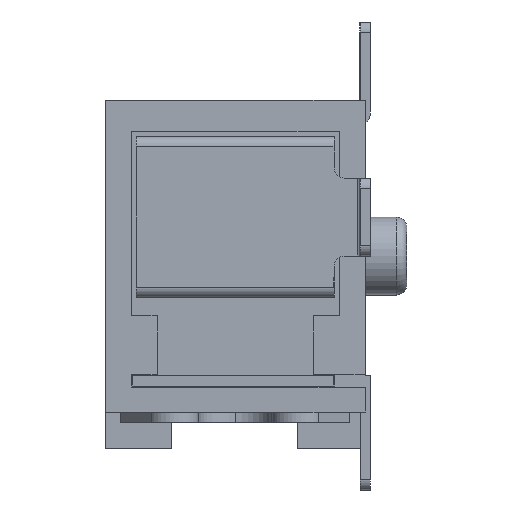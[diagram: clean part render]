
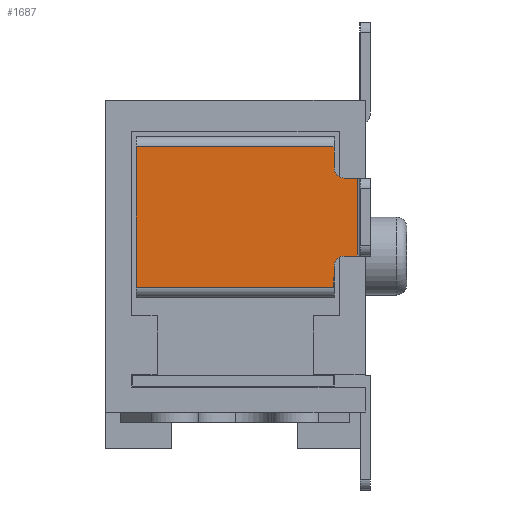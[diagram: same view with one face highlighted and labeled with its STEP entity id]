
A CAD part, left-side view. The second image highlights one B-rep face of the part: STEP entity #1687.
In plain terms, the highlighted planar face has unit normal (-1, 0, 0).
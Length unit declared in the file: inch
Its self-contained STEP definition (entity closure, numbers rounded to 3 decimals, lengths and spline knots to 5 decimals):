
#383 = AXIS2_PLACEMENT_3D ( 'NONE', #6544, #4106, #9835 ) ;
#483 = EDGE_LOOP ( 'NONE', ( #1263, #7840, #9135, #772, #5432, #8857, #2464, #2154, #6066, #8481 ) ) ;
#529 = CIRCLE ( 'NONE', #7243, 0.00787 ) ;
#615 = LINE ( 'NONE', #10547, #2663 ) ;
#652 = CARTESIAN_POINT ( 'NONE',  ( -0.61811, 0.05118, 0.05906 ) ) ;
#667 = DIRECTION ( 'NONE',  ( 0., 0., -1. ) ) ;
#701 = VERTEX_POINT ( 'NONE', #7902 ) ;
#772 = ORIENTED_EDGE ( 'NONE', *, *, #2597, .T. ) ;
#1263 = ORIENTED_EDGE ( 'NONE', *, *, #8178, .T. ) ;
#1288 = PLANE ( 'NONE',  #8610 ) ;
#1295 = CARTESIAN_POINT ( 'NONE',  ( -0.61811, -0.08268, -0.00787 ) ) ;
#1537 = CARTESIAN_POINT ( 'NONE',  ( -0.61811, -0.08268, 0. ) ) ;
#1591 = CARTESIAN_POINT ( 'NONE',  ( -0.61811, 0.0748, 0.08268 ) ) ;
#1677 = CARTESIAN_POINT ( 'NONE',  ( -0.61811, -0.0748, -0.02362 ) ) ;
#1687 = ADVANCED_FACE ( 'NONE', ( #5401 ), #1288, .F. ) ;
#1758 = CARTESIAN_POINT ( 'NONE',  ( -0.61811, 0.0748, 0.08268 ) ) ;
#1921 = VECTOR ( 'NONE', #9180, 39.37008 ) ;
#2004 = VERTEX_POINT ( 'NONE', #8692 ) ;
#2127 = CARTESIAN_POINT ( 'NONE',  ( -0.61811, 0.0748, -0.02362 ) ) ;
#2154 = ORIENTED_EDGE ( 'NONE', *, *, #8757, .T. ) ;
#2260 = VECTOR ( 'NONE', #7210, 39.37008 ) ;
#2438 = LINE ( 'NONE', #9996, #1921 ) ;
#2464 = ORIENTED_EDGE ( 'NONE', *, *, #2508, .F. ) ;
#2508 = EDGE_CURVE ( 'NONE', #6301, #701, #7845, .T. ) ;
#2589 = VECTOR ( 'NONE', #9443, 39.37008 ) ;
#2597 = EDGE_CURVE ( 'NONE', #5329, #8245, #529, .T. ) ;
#2663 = VECTOR ( 'NONE', #667, 39.37008 ) ;
#2683 = CARTESIAN_POINT ( 'NONE',  ( -0.61811, -0.0748, -0.0315 ) ) ;
#3038 = VERTEX_POINT ( 'NONE', #3962 ) ;
#3044 = VERTEX_POINT ( 'NONE', #1758 ) ;
#3404 = EDGE_CURVE ( 'NONE', #8245, #8131, #2438, .T. ) ;
#3452 = VECTOR ( 'NONE', #7378, 39.37008 ) ;
#3513 = CARTESIAN_POINT ( 'NONE',  ( -0.61811, -0.08268, 0.05906 ) ) ;
#3858 = CARTESIAN_POINT ( 'NONE',  ( -0.61811, 0.0748, 0.09055 ) ) ;
#3867 = EDGE_CURVE ( 'NONE', #9364, #8790, #9046, .T. ) ;
#3962 = CARTESIAN_POINT ( 'NONE',  ( -0.61811, -0.0748, 0.06693 ) ) ;
#3984 = VECTOR ( 'NONE', #6732, 39.37008 ) ;
#4106 = DIRECTION ( 'NONE',  ( 1., 0., 0. ) ) ;
#4399 = EDGE_CURVE ( 'NONE', #3038, #2004, #6848, .T. ) ;
#4754 = DIRECTION ( 'NONE',  ( 0., 0., -1. ) ) ;
#4841 = LINE ( 'NONE', #7268, #3452 ) ;
#5119 = DIRECTION ( 'NONE',  ( 0., 0., 1. ) ) ;
#5207 = CIRCLE ( 'NONE', #383, 0.00787 ) ;
#5292 = DIRECTION ( 'NONE',  ( 0., 0., -1. ) ) ;
#5329 = VERTEX_POINT ( 'NONE', #6156 ) ;
#5401 = FACE_OUTER_BOUND ( 'NONE', #483, .T. ) ;
#5432 = ORIENTED_EDGE ( 'NONE', *, *, #3404, .T. ) ;
#5449 = DIRECTION ( 'NONE',  ( 0., 0., -1. ) ) ;
#6066 = ORIENTED_EDGE ( 'NONE', *, *, #4399, .T. ) ;
#6156 = CARTESIAN_POINT ( 'NONE',  ( -0.61811, -0.0748, -0.00787 ) ) ;
#6260 = DIRECTION ( 'NONE',  ( 1., 0., 0. ) ) ;
#6301 = VERTEX_POINT ( 'NONE', #3513 ) ;
#6544 = CARTESIAN_POINT ( 'NONE',  ( -0.61811, -0.08268, 0.06693 ) ) ;
#6732 = DIRECTION ( 'NONE',  ( 0., -1., 0. ) ) ;
#6848 = LINE ( 'NONE', #2683, #9702 ) ;
#6972 = EDGE_CURVE ( 'NONE', #701, #8131, #615, .T. ) ;
#7121 = CARTESIAN_POINT ( 'NONE',  ( -0.61811, 0.05118, 0.05906 ) ) ;
#7210 = DIRECTION ( 'NONE',  ( 0., 1., 0. ) ) ;
#7243 = AXIS2_PLACEMENT_3D ( 'NONE', #1295, #6260, #4754 ) ;
#7268 = CARTESIAN_POINT ( 'NONE',  ( -0.61811, -0.0748, -0.0315 ) ) ;
#7378 = DIRECTION ( 'NONE',  ( 0., 0., 1. ) ) ;
#7840 = ORIENTED_EDGE ( 'NONE', *, *, #3867, .T. ) ;
#7845 = LINE ( 'NONE', #652, #2589 ) ;
#7902 = CARTESIAN_POINT ( 'NONE',  ( -0.61811, -0.09252, 0.05906 ) ) ;
#8131 = VERTEX_POINT ( 'NONE', #10406 ) ;
#8178 = EDGE_CURVE ( 'NONE', #3044, #9364, #8617, .T. ) ;
#8245 = VERTEX_POINT ( 'NONE', #1537 ) ;
#8307 = EDGE_CURVE ( 'NONE', #8790, #5329, #4841, .T. ) ;
#8410 = EDGE_CURVE ( 'NONE', #2004, #3044, #8825, .T. ) ;
#8481 = ORIENTED_EDGE ( 'NONE', *, *, #8410, .T. ) ;
#8610 = AXIS2_PLACEMENT_3D ( 'NONE', #7121, #10421, #5449 ) ;
#8617 = LINE ( 'NONE', #3858, #10031 ) ;
#8692 = CARTESIAN_POINT ( 'NONE',  ( -0.61811, -0.0748, 0.08268 ) ) ;
#8757 = EDGE_CURVE ( 'NONE', #6301, #3038, #5207, .T. ) ;
#8790 = VERTEX_POINT ( 'NONE', #1677 ) ;
#8825 = LINE ( 'NONE', #1591, #2260 ) ;
#8857 = ORIENTED_EDGE ( 'NONE', *, *, #6972, .F. ) ;
#9046 = LINE ( 'NONE', #10034, #3984 ) ;
#9135 = ORIENTED_EDGE ( 'NONE', *, *, #8307, .T. ) ;
#9180 = DIRECTION ( 'NONE',  ( 0., -1., 0. ) ) ;
#9364 = VERTEX_POINT ( 'NONE', #2127 ) ;
#9443 = DIRECTION ( 'NONE',  ( 0., -1., 0. ) ) ;
#9702 = VECTOR ( 'NONE', #5119, 39.37008 ) ;
#9835 = DIRECTION ( 'NONE',  ( 0., 0., -1. ) ) ;
#9996 = CARTESIAN_POINT ( 'NONE',  ( -0.61811, 0.05118, 0. ) ) ;
#10031 = VECTOR ( 'NONE', #5292, 39.37008 ) ;
#10034 = CARTESIAN_POINT ( 'NONE',  ( -0.61811, -0.0748, -0.02362 ) ) ;
#10406 = CARTESIAN_POINT ( 'NONE',  ( -0.61811, -0.09252, 0. ) ) ;
#10421 = DIRECTION ( 'NONE',  ( 1., 0., 0. ) ) ;
#10547 = CARTESIAN_POINT ( 'NONE',  ( -0.61811, -0.09252, 0.05906 ) ) ;
